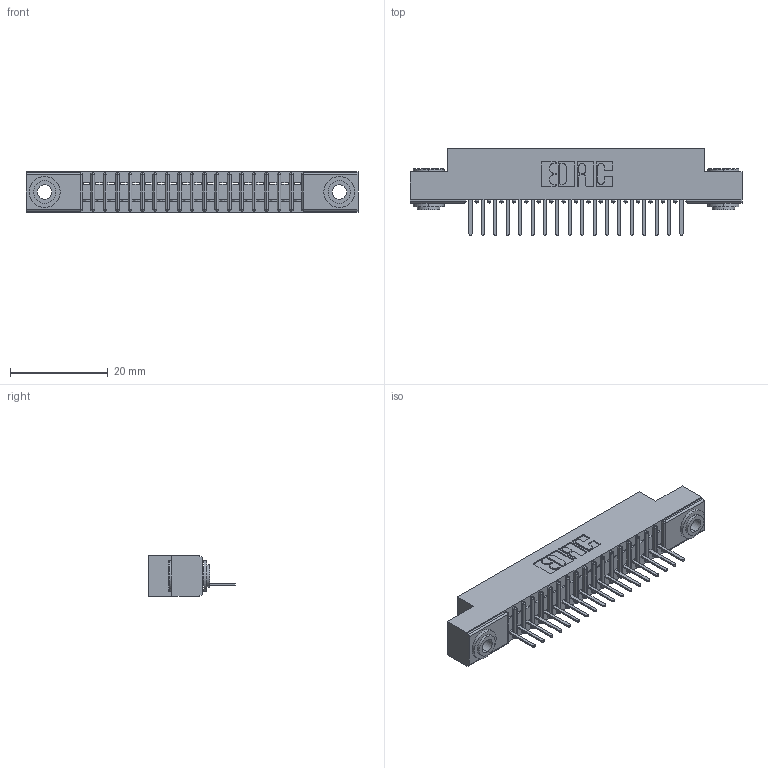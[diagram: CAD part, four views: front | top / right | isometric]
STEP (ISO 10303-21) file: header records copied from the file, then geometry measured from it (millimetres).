
FILE_DESCRIPTION (( 'STEP AP203' ), '1' );
FILE_NAME ('391-018-521-103.STEP', '2018-08-08T18:19:00', ( '' ), ( '' ), 'SwSTEP 2.0', 'SolidWorks 2016', '' );
FILE_SCHEMA (( 'CONFIG_CONTROL_DESIGN' ));
Length unit declared in the file: inch
Products named in the file (4): 341 Part_.156 (3.96) Dia Mounting Holes; 341-292-001_341-292-121; 345-250-002_345-250-002-102; 391-018-521-103
Assembly tree (21 placements, depth 2):
  391-018-521-103
    341 Part_.156 (3.96) Dia Mounting Holes
    341-292-001_341-292-121  x18
    345-250-002_345-250-002-102  x2
Bounding box: 67.94 x 17.7 x 8.38 mm (x, y, z)
Volume: 3765.2 mm3; surface area: 7058.1 mm2
Topology: 21 solids, 21 shells, 1644 faces, 4694 edges, 3014 vertices
Faces by surface type: plane 1010, cylinder 554, sphere 38, torus 34, cone 8
Entity records: 25470 total; most frequent: CARTESIAN_POINT 4293, ORIENTED_EDGE 4272, DIRECTION 4180, EDGE_CURVE 2136, LINE 1690, VECTOR 1690, VERTEX_POINT 1358, AXIS2_PLACEMENT_3D 1245
